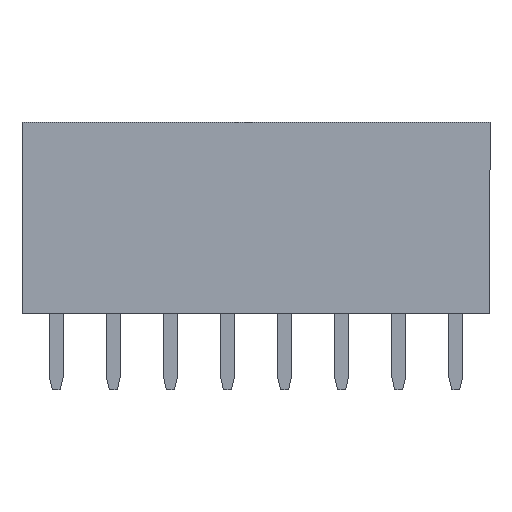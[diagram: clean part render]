
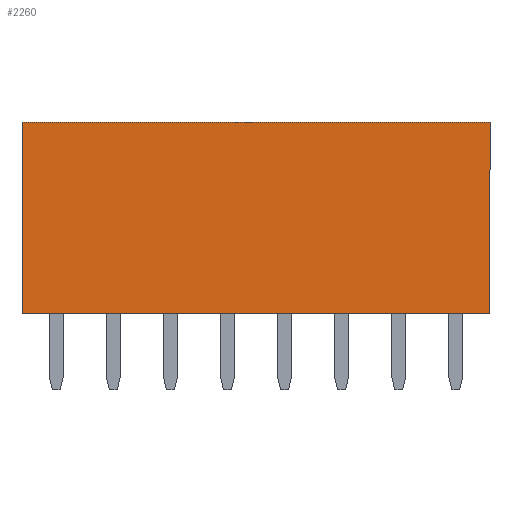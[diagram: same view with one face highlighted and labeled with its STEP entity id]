
A CAD part, top view. The second image highlights one B-rep face of the part: STEP entity #2260.
In plain terms, the highlighted planar face has unit normal (0, 0, 1).
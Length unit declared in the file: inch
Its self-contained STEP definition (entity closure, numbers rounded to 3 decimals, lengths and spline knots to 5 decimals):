
#258 = ORIENTED_EDGE ( 'NONE', *, *, #4317, .T. ) ;
#263 = VECTOR ( 'NONE', #4280, 39.37008 ) ;
#511 = VECTOR ( 'NONE', #1549, 39.37008 ) ;
#650 = DIRECTION ( 'NONE',  ( 0., 1., 0. ) ) ;
#825 = ORIENTED_EDGE ( 'NONE', *, *, #3486, .F. ) ;
#860 = VERTEX_POINT ( 'NONE', #5189 ) ;
#1065 = CARTESIAN_POINT ( 'NONE',  ( -0.41, 0.335, 0.1 ) ) ;
#1473 = CARTESIAN_POINT ( 'NONE',  ( -0.41, 0., 0.1 ) ) ;
#1475 = LINE ( 'NONE', #3996, #2018 ) ;
#1549 = DIRECTION ( 'NONE',  ( -1., 0., 0. ) ) ;
#1648 = AXIS2_PLACEMENT_3D ( 'NONE', #2703, #2328, #2756 ) ;
#2018 = VECTOR ( 'NONE', #5257, 39.37008 ) ;
#2248 = EDGE_CURVE ( 'NONE', #860, #2339, #2409, .T. ) ;
#2260 = ADVANCED_FACE ( 'NONE', ( #4785 ), #3995, .T. ) ;
#2316 = VERTEX_POINT ( 'NONE', #1065 ) ;
#2328 = DIRECTION ( 'NONE',  ( 0., 0., 1. ) ) ;
#2339 = VERTEX_POINT ( 'NONE', #4025 ) ;
#2409 = LINE ( 'NONE', #1473, #511 ) ;
#2560 = VERTEX_POINT ( 'NONE', #3081 ) ;
#2703 = CARTESIAN_POINT ( 'NONE',  ( -0.41, -0.84404, 0.1 ) ) ;
#2756 = DIRECTION ( 'NONE',  ( 1., 0., 0. ) ) ;
#3044 = EDGE_CURVE ( 'NONE', #2339, #2316, #5128, .T. ) ;
#3057 = CARTESIAN_POINT ( 'NONE',  ( 0.41, -0.84404, 0.1 ) ) ;
#3081 = CARTESIAN_POINT ( 'NONE',  ( 0.41, 0.335, 0.1 ) ) ;
#3086 = LINE ( 'NONE', #3057, #3589 ) ;
#3486 = EDGE_CURVE ( 'NONE', #2316, #2560, #1475, .T. ) ;
#3589 = VECTOR ( 'NONE', #650, 39.37008 ) ;
#3856 = ORIENTED_EDGE ( 'NONE', *, *, #2248, .F. ) ;
#3995 = PLANE ( 'NONE',  #1648 ) ;
#3996 = CARTESIAN_POINT ( 'NONE',  ( 0.41, 0.335, 0.1 ) ) ;
#4025 = CARTESIAN_POINT ( 'NONE',  ( -0.41, 0., 0.1 ) ) ;
#4280 = DIRECTION ( 'NONE',  ( 0., 1., 0. ) ) ;
#4317 = EDGE_CURVE ( 'NONE', #860, #2560, #3086, .T. ) ;
#4419 = ORIENTED_EDGE ( 'NONE', *, *, #3044, .F. ) ;
#4717 = CARTESIAN_POINT ( 'NONE',  ( -0.41, -0.84404, 0.1 ) ) ;
#4785 = FACE_OUTER_BOUND ( 'NONE', #5302, .T. ) ;
#5128 = LINE ( 'NONE', #4717, #263 ) ;
#5189 = CARTESIAN_POINT ( 'NONE',  ( 0.41, 0., 0.1 ) ) ;
#5257 = DIRECTION ( 'NONE',  ( 1., 0., 0. ) ) ;
#5302 = EDGE_LOOP ( 'NONE', ( #258, #825, #4419, #3856 ) ) ;
